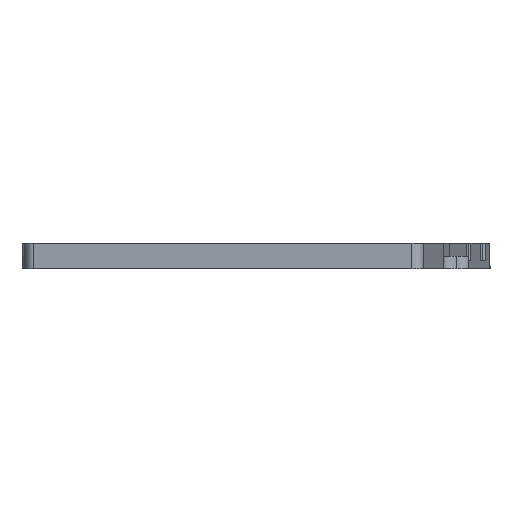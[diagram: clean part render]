
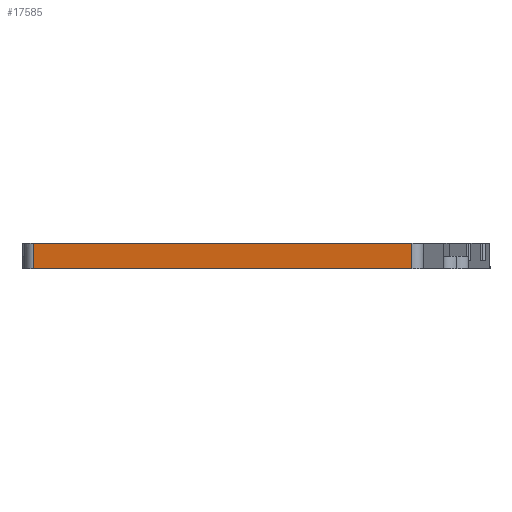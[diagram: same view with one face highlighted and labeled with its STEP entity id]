
A CAD part, left-side view. The second image highlights one B-rep face of the part: STEP entity #17585.
In plain terms, the highlighted planar face has unit normal (-0.993, 0.122, 0).
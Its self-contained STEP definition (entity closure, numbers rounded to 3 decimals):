
#625=PLANE('',#18156);
#1482=FACE_OUTER_BOUND('',#2367,.T.);
#2367=EDGE_LOOP('',(#16119,#16120,#16121,#16122));
#2606=LINE('',#22090,#4529);
#4323=LINE('',#31030,#6246);
#4324=LINE('',#31033,#6247);
#4325=LINE('',#31034,#6248);
#4529=VECTOR('',#18390,10.);
#6246=VECTOR('',#21181,10.);
#6247=VECTOR('',#21184,10.);
#6248=VECTOR('',#21185,10.);
#7183=VERTEX_POINT('',#22084);
#7184=VERTEX_POINT('',#22089);
#8625=VERTEX_POINT('',#31025);
#8626=VERTEX_POINT('',#31032);
#8925=EDGE_CURVE('',#7183,#7184,#2606,.T.);
#11213=EDGE_CURVE('',#7183,#8625,#4323,.T.);
#11214=EDGE_CURVE('',#8626,#8625,#4324,.T.);
#11215=EDGE_CURVE('',#7184,#8626,#4325,.T.);
#16119=ORIENTED_EDGE('',*,*,#8925,.F.);
#16120=ORIENTED_EDGE('',*,*,#11213,.T.);
#16121=ORIENTED_EDGE('',*,*,#11214,.F.);
#16122=ORIENTED_EDGE('',*,*,#11215,.F.);
#17585=ADVANCED_FACE('',(#1482),#625,.T.);
#18156=AXIS2_PLACEMENT_3D('',#31031,#21182,#21183);
#18390=DIRECTION('',(-0.122,-0.993,0.));
#21181=DIRECTION('',(0.,0.,-1.));
#21182=DIRECTION('center_axis',(-0.993,0.122,0.));
#21183=DIRECTION('ref_axis',(0.122,0.993,0.));
#21184=DIRECTION('',(0.122,0.993,0.));
#21185=DIRECTION('',(0.,0.,-1.));
#22084=CARTESIAN_POINT('',(9.402,89.984,5.));
#22089=CARTESIAN_POINT('',(0.244,15.394,5.));
#22090=CARTESIAN_POINT('',(9.402,89.984,5.));
#31025=CARTESIAN_POINT('',(9.402,89.984,0.));
#31030=CARTESIAN_POINT('',(9.402,89.984,5.));
#31031=CARTESIAN_POINT('Origin',(0.244,15.394,5.));
#31032=CARTESIAN_POINT('',(0.244,15.394,0.));
#31033=CARTESIAN_POINT('',(9.402,89.984,0.));
#31034=CARTESIAN_POINT('',(0.244,15.394,5.));
